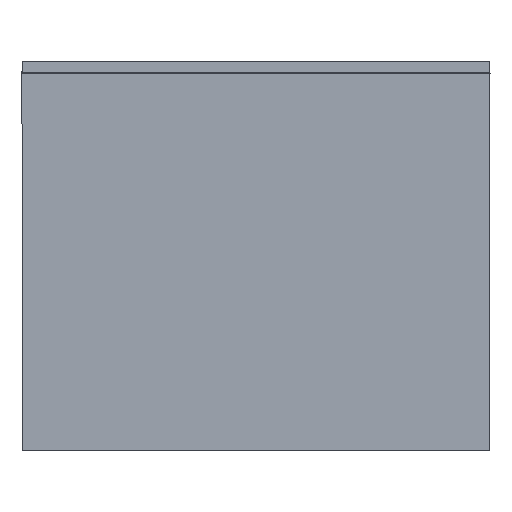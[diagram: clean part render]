
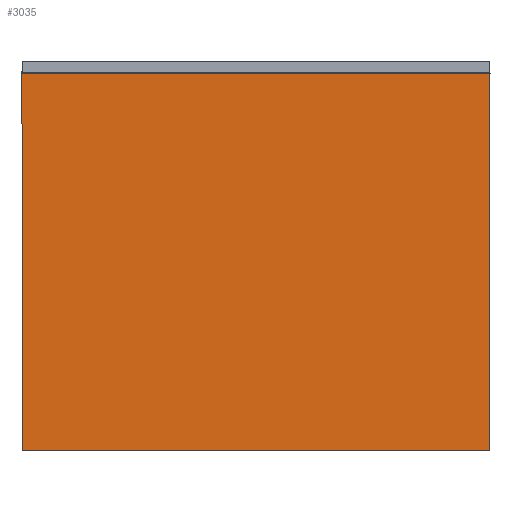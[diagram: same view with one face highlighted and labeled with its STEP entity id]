
A CAD part, left-side view. The second image highlights one B-rep face of the part: STEP entity #3035.
In plain terms, the highlighted planar face has unit normal (-1, 0, 0).
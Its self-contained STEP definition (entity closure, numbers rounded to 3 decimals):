
#70 = EDGE_LOOP ( 'NONE', ( #860, #2841, #2469, #698 ) ) ;
#175 = AXIS2_PLACEMENT_3D ( 'NONE', #2600, #2118, #566 ) ;
#367 = CARTESIAN_POINT ( 'NONE',  ( 92., 31., -0.01 ) ) ;
#382 = EDGE_CURVE ( 'NONE', #2570, #2823, #2840, .T. ) ;
#413 = CARTESIAN_POINT ( 'NONE',  ( 92., -31., -48.49 ) ) ;
#418 = VERTEX_POINT ( 'NONE', #367 ) ;
#566 = DIRECTION ( 'NONE',  ( 0., 0., -1. ) ) ;
#698 = ORIENTED_EDGE ( 'NONE', *, *, #382, .F. ) ;
#724 = EDGE_CURVE ( 'NONE', #418, #1832, #2970, .T. ) ;
#738 = DIRECTION ( 'NONE',  ( 0., -1., 0. ) ) ;
#754 = DIRECTION ( 'NONE',  ( 0., 0., 1. ) ) ;
#814 = VECTOR ( 'NONE', #1664, 1000. ) ;
#860 = ORIENTED_EDGE ( 'NONE', *, *, #1615, .F. ) ;
#1046 = EDGE_CURVE ( 'NONE', #2823, #418, #1715, .T. ) ;
#1216 = VECTOR ( 'NONE', #1722, 1000. ) ;
#1615 = EDGE_CURVE ( 'NONE', #1832, #2570, #1985, .T. ) ;
#1627 = FACE_OUTER_BOUND ( 'NONE', #70, .T. ) ;
#1664 = DIRECTION ( 'NONE',  ( 0., 1., 0. ) ) ;
#1715 = LINE ( 'NONE', #2285, #2226 ) ;
#1722 = DIRECTION ( 'NONE',  ( 0., 0., -1. ) ) ;
#1832 = VERTEX_POINT ( 'NONE', #2999 ) ;
#1864 = PLANE ( 'NONE',  #175 ) ;
#1932 = CARTESIAN_POINT ( 'NONE',  ( 92., -33.135, -50. ) ) ;
#1985 = LINE ( 'NONE', #413, #1216 ) ;
#2118 = DIRECTION ( 'NONE',  ( 1., 0., 0. ) ) ;
#2226 = VECTOR ( 'NONE', #754, 1000. ) ;
#2285 = CARTESIAN_POINT ( 'NONE',  ( 92., 31., -48.49 ) ) ;
#2343 = CARTESIAN_POINT ( 'NONE',  ( 92., -31., -50. ) ) ;
#2469 = ORIENTED_EDGE ( 'NONE', *, *, #1046, .F. ) ;
#2570 = VERTEX_POINT ( 'NONE', #2343 ) ;
#2600 = CARTESIAN_POINT ( 'NONE',  ( 92., 31., -48.49 ) ) ;
#2773 = CARTESIAN_POINT ( 'NONE',  ( 92., 31., -0.01 ) ) ;
#2808 = CARTESIAN_POINT ( 'NONE',  ( 92., 31., -50. ) ) ;
#2823 = VERTEX_POINT ( 'NONE', #2808 ) ;
#2840 = LINE ( 'NONE', #1932, #814 ) ;
#2841 = ORIENTED_EDGE ( 'NONE', *, *, #724, .F. ) ;
#2900 = VECTOR ( 'NONE', #738, 1000. ) ;
#2970 = LINE ( 'NONE', #2773, #2900 ) ;
#2999 = CARTESIAN_POINT ( 'NONE',  ( 92., -31., -0.01 ) ) ;
#3035 = ADVANCED_FACE ( 'NONE', ( #1627 ), #1864, .F. ) ;
